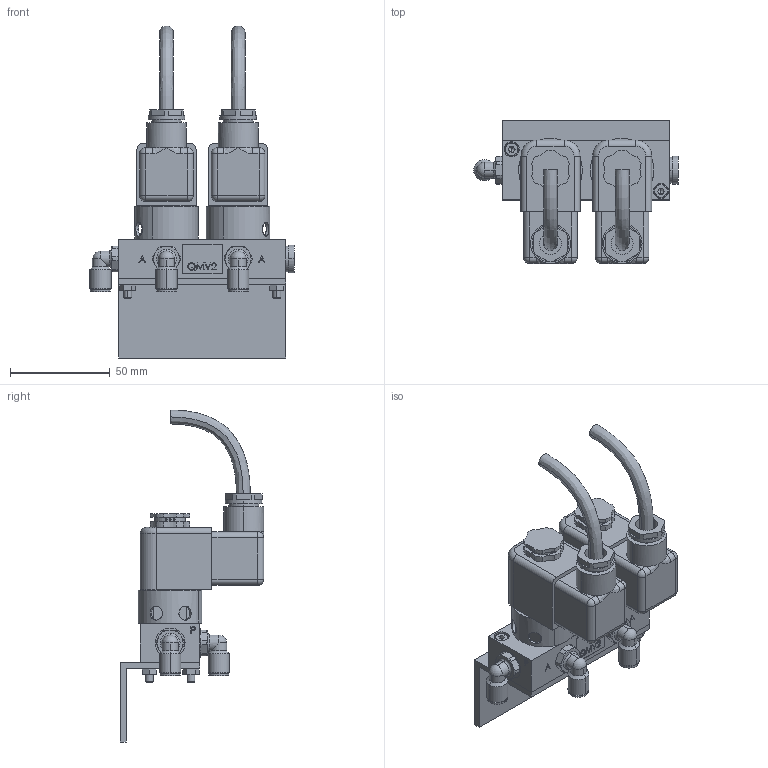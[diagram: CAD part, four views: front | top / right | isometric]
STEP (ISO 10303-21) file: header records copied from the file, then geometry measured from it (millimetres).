
FILE_DESCRIPTION (( 'STEP AP214' ), '1' );
FILE_NAME ('QMV2_352289.STEP', '2012-09-27T08:16:52', ( 'Admin2' ), ( '' ), 'SwSTEP 2.0', 'SolidWorks 2010', '' );
FILE_SCHEMA (( 'AUTOMOTIVE_DESIGN' ));
Length unit declared in the file: millimetre
Products named in the file (1): QMV2_352289
Bounding box: 102.75 x 72 x 166.81 mm (x, y, z)
Surface area: 55284 mm2 (no closed solid volume)
Topology: 0 solids, 24 shells, 497 faces, 1447 edges, 957 vertices
Faces by surface type: plane 199, cylinder 192, cone 57, bspline 24, torus 14, sphere 11
Entity records: 24589 total; most frequent: CARTESIAN_POINT 6353, DIRECTION 2644, ORIENTED_EDGE 2477, EDGE_CURVE 1428, AXIS2_PLACEMENT_3D 986, VERTEX_POINT 957, LINE 672, VECTOR 672
